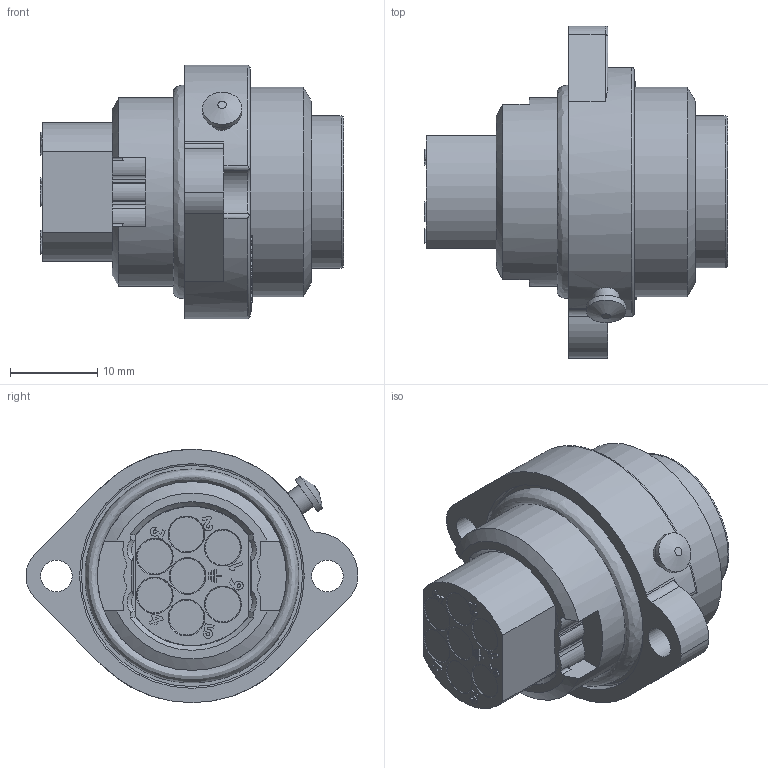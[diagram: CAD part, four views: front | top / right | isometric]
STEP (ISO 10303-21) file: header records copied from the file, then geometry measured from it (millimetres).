
FILE_DESCRIPTION(/* description */ (''),/* implementation_level */ '2;1');
FILE_NAME(/* name */ 'C016_10C006_000_12.stp',/* time_stamp */ '2018-03-05T08:14:22+01:00',/* author */ (''),/* organization */ (''),/* preprocessor_version */ 'ST-DEVELOPER v16',/* originating_system */ 'SIEMENS PLM Software NX 11.0',/* authorisation */ '');
FILE_SCHEMA (('CONFIG_CONTROL_DESIGN'));
Length unit declared in the file: millimetre
Products named in the file (1): c3d-c016 10c006 000 12nxm001-01
Bounding box: 34.7 x 37.99 x 29 mm (x, y, z)
Volume: 11416.1 mm3; surface area: 5026.2 mm2
Topology: 1 solids, 2 shells, 924 faces, 2520 edges, 1677 vertices
Faces by surface type: plane 649, bspline 152, cylinder 96, cone 27
Full cylindrical faces by diameter (mm): 0.36 x1, 0.384 x1, 2.85 x7, 3 x1, 3.6 x2, 4.5 x1, 13.7 x1, 17.4 x1, 21.6 x2, 24 x1, 25.7 x1
Entity records: 29374 total; most frequent: CARTESIAN_POINT 7476, ORIENTED_EDGE 4934, DIRECTION 3899, EDGE_CURVE 2467, LINE 1861, VECTOR 1861, VERTEX_POINT 1660, EDGE_LOOP 1047
